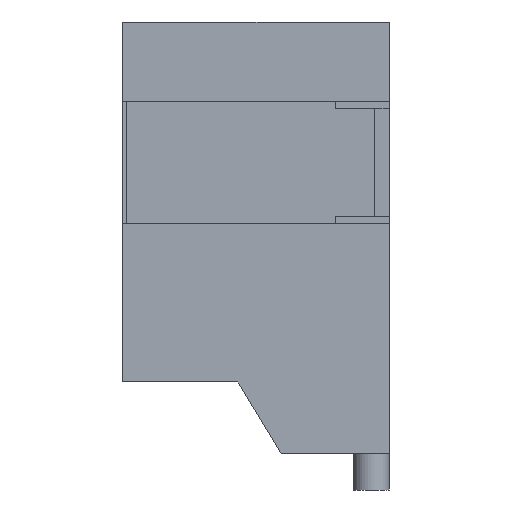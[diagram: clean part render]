
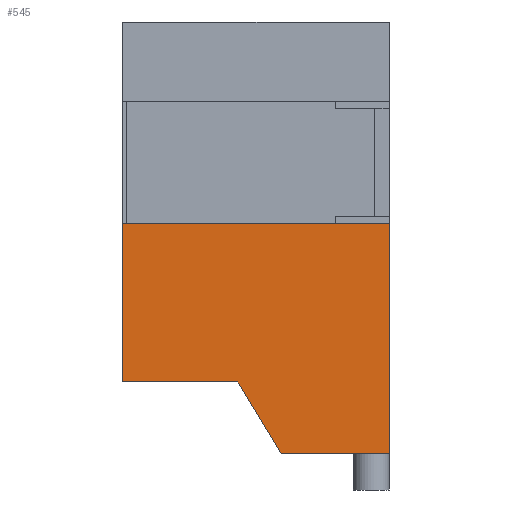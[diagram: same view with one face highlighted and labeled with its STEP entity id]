
A CAD part, left-side view. The second image highlights one B-rep face of the part: STEP entity #545.
In plain terms, the highlighted planar face has unit normal (-1, 0, 0).
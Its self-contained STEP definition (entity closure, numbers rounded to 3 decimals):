
#87 = VERTEX_POINT ( 'NONE', #2964 ) ;
#530 = ORIENTED_EDGE ( 'NONE', *, *, #531, .T. ) ;
#531 = EDGE_CURVE ( 'NONE', #549, #87, #6538, .T. ) ;
#532 = ORIENTED_EDGE ( 'NONE', *, *, #630, .F. ) ;
#533 = ORIENTED_EDGE ( 'NONE', *, *, #2593, .F. ) ;
#534 = ORIENTED_EDGE ( 'NONE', *, *, #535, .F. ) ;
#535 = EDGE_CURVE ( 'NONE', #536, #2594, #6543, .T. ) ;
#536 = VERTEX_POINT ( 'NONE', #6533 ) ;
#539 = ORIENTED_EDGE ( 'NONE', *, *, #540, .F. ) ;
#540 = EDGE_CURVE ( 'NONE', #566, #536, #6530, .T. ) ;
#545 = ADVANCED_FACE ( 'NONE', ( #6572 ), #6593, .T. ) ;
#549 = VERTEX_POINT ( 'NONE', #6587 ) ;
#564 = EDGE_CURVE ( 'NONE', #549, #566, #6616, .T. ) ;
#566 = VERTEX_POINT ( 'NONE', #6612 ) ;
#627 = EDGE_LOOP ( 'NONE', ( #628, #530, #532, #533, #534, #539 ) ) ;
#628 = ORIENTED_EDGE ( 'NONE', *, *, #564, .F. ) ;
#630 = EDGE_CURVE ( 'NONE', #2595, #87, #6750, .T. ) ;
#2593 = EDGE_CURVE ( 'NONE', #2594, #2595, #5634, .T. ) ;
#2594 = VERTEX_POINT ( 'NONE', #5674 ) ;
#2595 = VERTEX_POINT ( 'NONE', #5673 ) ;
#2964 = CARTESIAN_POINT ( 'NONE',  ( -9.75, 3.7, 3.2 ) ) ;
#5398 = DIRECTION ( 'NONE',  ( 0., 1., 0. ) ) ;
#5632 = VECTOR ( 'NONE', #5398, 1000. ) ;
#5633 = CARTESIAN_POINT ( 'NONE',  ( -9.75, 3.7, 1. ) ) ;
#5634 = LINE ( 'NONE', #5633, #5632 ) ;
#5673 = CARTESIAN_POINT ( 'NONE',  ( -9.75, 3.7, 1. ) ) ;
#5674 = CARTESIAN_POINT ( 'NONE',  ( -9.75, 2.1, 1. ) ) ;
#6522 = DIRECTION ( 'NONE',  ( 0., 1., 0. ) ) ;
#6528 = VECTOR ( 'NONE', #6522, 1000. ) ;
#6529 = CARTESIAN_POINT ( 'NONE',  ( -9.75, 1.5, 0. ) ) ;
#6530 = LINE ( 'NONE', #6529, #6528 ) ;
#6533 = CARTESIAN_POINT ( 'NONE',  ( -9.75, 1.5, 0. ) ) ;
#6534 = DIRECTION ( 'NONE',  ( 0., 0.514, 0.857 ) ) ;
#6535 = VECTOR ( 'NONE', #6534, 1000. ) ;
#6538 = LINE ( 'NONE', #6541, #6540 ) ;
#6539 = DIRECTION ( 'NONE',  ( 0., 1., 0. ) ) ;
#6540 = VECTOR ( 'NONE', #6539, 1000. ) ;
#6541 = CARTESIAN_POINT ( 'NONE',  ( -9.75, 0., 3.2 ) ) ;
#6542 = CARTESIAN_POINT ( 'NONE',  ( -9.75, 2.1, 1. ) ) ;
#6543 = LINE ( 'NONE', #6542, #6535 ) ;
#6572 = FACE_OUTER_BOUND ( 'NONE', #627, .T. ) ;
#6587 = CARTESIAN_POINT ( 'NONE',  ( -9.75, 0., 3.2 ) ) ;
#6593 = PLANE ( 'NONE',  #6603 ) ;
#6600 = DIRECTION ( 'NONE',  ( 0., 0., 1. ) ) ;
#6601 = DIRECTION ( 'NONE',  ( -1., 0., 0. ) ) ;
#6602 = CARTESIAN_POINT ( 'NONE',  ( -9.75, 3.7, 6. ) ) ;
#6603 = AXIS2_PLACEMENT_3D ( 'NONE', #6602, #6601, #6600 ) ;
#6612 = CARTESIAN_POINT ( 'NONE',  ( -9.75, 0., 0. ) ) ;
#6613 = DIRECTION ( 'NONE',  ( 0., 0., -1. ) ) ;
#6614 = VECTOR ( 'NONE', #6613, 1000. ) ;
#6615 = CARTESIAN_POINT ( 'NONE',  ( -9.75, 0., 0. ) ) ;
#6616 = LINE ( 'NONE', #6615, #6614 ) ;
#6750 = LINE ( 'NONE', #6751, #6759 ) ;
#6751 = CARTESIAN_POINT ( 'NONE',  ( -9.75, 3.7, 6. ) ) ;
#6758 = DIRECTION ( 'NONE',  ( 0., 0., 1. ) ) ;
#6759 = VECTOR ( 'NONE', #6758, 1000. ) ;
